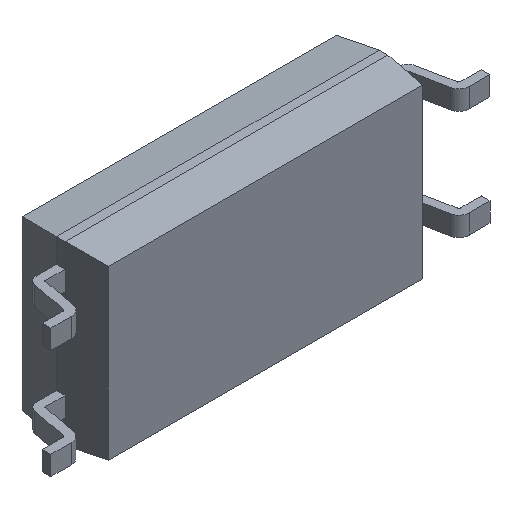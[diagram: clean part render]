
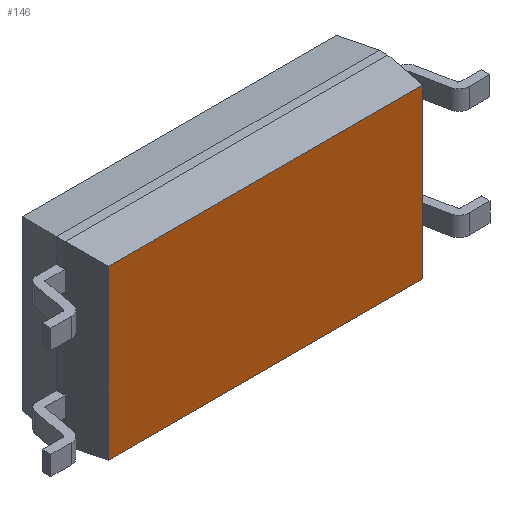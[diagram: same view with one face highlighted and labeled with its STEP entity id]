
A CAD part, isometric view. The second image highlights one B-rep face of the part: STEP entity #146.
In plain terms, the highlighted planar face has unit normal (0, -1, 0).
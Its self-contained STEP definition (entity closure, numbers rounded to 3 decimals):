
#33 = EDGE_CURVE ( 'NONE', #4543, #2527, #3179, .T. ) ;
#146 = ADVANCED_FACE ( 'NONE', ( #3489 ), #823, .F. ) ;
#285 = DIRECTION ( 'NONE',  ( -1., 0., 0. ) ) ;
#440 = DIRECTION ( 'NONE',  ( 0., 1., 0. ) ) ;
#590 = CARTESIAN_POINT ( 'NONE',  ( 3.75, -1., -1.95 ) ) ;
#823 = PLANE ( 'NONE',  #1147 ) ;
#1147 = AXIS2_PLACEMENT_3D ( 'NONE', #2775, #440, #3169 ) ;
#1176 = EDGE_CURVE ( 'NONE', #1830, #4543, #4554, .T. ) ;
#1281 = EDGE_LOOP ( 'NONE', ( #1730, #4137, #4647, #4486 ) ) ;
#1380 = CARTESIAN_POINT ( 'NONE',  ( -3.65, -1., -2.05 ) ) ;
#1394 = CARTESIAN_POINT ( 'NONE',  ( 3.65, -1., -1.95 ) ) ;
#1730 = ORIENTED_EDGE ( 'NONE', *, *, #1176, .T. ) ;
#1830 = VERTEX_POINT ( 'NONE', #1394 ) ;
#2209 = VERTEX_POINT ( 'NONE', #4890 ) ;
#2327 = VECTOR ( 'NONE', #2736, 1000. ) ;
#2527 = VERTEX_POINT ( 'NONE', #4004 ) ;
#2534 = DIRECTION ( 'NONE',  ( 1., 0., 0. ) ) ;
#2736 = DIRECTION ( 'NONE',  ( 0., 0., 1. ) ) ;
#2775 = CARTESIAN_POINT ( 'NONE',  ( -3.75, -1., 2.05 ) ) ;
#3052 = VECTOR ( 'NONE', #285, 1000. ) ;
#3169 = DIRECTION ( 'NONE',  ( 0., 0., 1. ) ) ;
#3179 = LINE ( 'NONE', #4997, #3052 ) ;
#3191 = EDGE_CURVE ( 'NONE', #2209, #1830, #5053, .T. ) ;
#3489 = FACE_OUTER_BOUND ( 'NONE', #1281, .T. ) ;
#3536 = CARTESIAN_POINT ( 'NONE',  ( 3.65, -1., 2.05 ) ) ;
#3810 = LINE ( 'NONE', #1380, #4742 ) ;
#3975 = EDGE_CURVE ( 'NONE', #2527, #2209, #3810, .T. ) ;
#4004 = CARTESIAN_POINT ( 'NONE',  ( -3.65, -1., 1.95 ) ) ;
#4137 = ORIENTED_EDGE ( 'NONE', *, *, #33, .T. ) ;
#4274 = CARTESIAN_POINT ( 'NONE',  ( 3.65, -1., 1.95 ) ) ;
#4486 = ORIENTED_EDGE ( 'NONE', *, *, #3191, .T. ) ;
#4524 = DIRECTION ( 'NONE',  ( 0., 0., -1. ) ) ;
#4543 = VERTEX_POINT ( 'NONE', #4274 ) ;
#4554 = LINE ( 'NONE', #3536, #2327 ) ;
#4647 = ORIENTED_EDGE ( 'NONE', *, *, #3975, .T. ) ;
#4742 = VECTOR ( 'NONE', #4524, 1000. ) ;
#4890 = CARTESIAN_POINT ( 'NONE',  ( -3.65, -1., -1.95 ) ) ;
#4924 = VECTOR ( 'NONE', #2534, 1000. ) ;
#4997 = CARTESIAN_POINT ( 'NONE',  ( -3.75, -1., 1.95 ) ) ;
#5053 = LINE ( 'NONE', #590, #4924 ) ;
